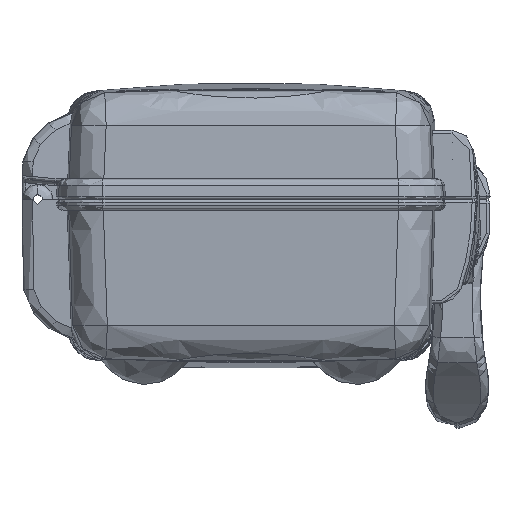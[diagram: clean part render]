
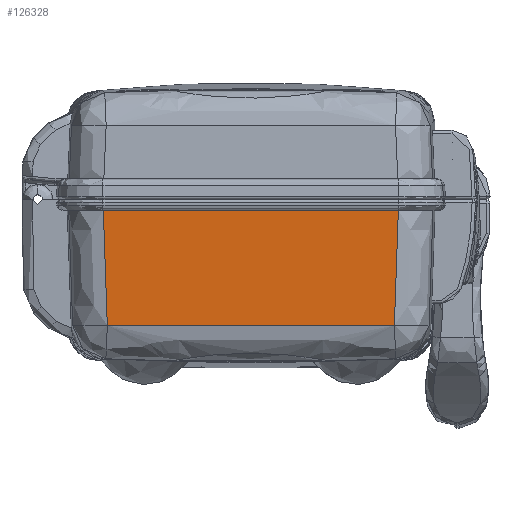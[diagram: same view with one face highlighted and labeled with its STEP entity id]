
A CAD part, left-side view. The second image highlights one B-rep face of the part: STEP entity #126328.
In plain terms, the highlighted planar face has unit normal (-0.999, 0, -0.035).
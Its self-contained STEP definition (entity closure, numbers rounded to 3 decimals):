
#2477 = LINE ( 'NONE', #104157, #33736 ) ;
#7030 = EDGE_CURVE ( 'NONE', #64706, #45470, #50797, .T. ) ;
#9710 = DIRECTION ( 'NONE',  ( -0.999, 0., -0.035 ) ) ;
#10844 = EDGE_CURVE ( 'NONE', #35852, #64706, #23725, .T. ) ;
#10998 = CARTESIAN_POINT ( 'NONE',  ( -210., -52.5, 0. ) ) ;
#18487 = DIRECTION ( 'NONE',  ( 0.035, -0.034, -0.999 ) ) ;
#23725 = B_SPLINE_CURVE_WITH_KNOTS ( 'NONE', 3,
 ( #126042, #126895, #47486, #65922 ),
 .UNSPECIFIED., .F., .F.,
 ( 4, 4 ),
 ( 0., 1. ),
 .UNSPECIFIED. ) ;
#24100 = VECTOR ( 'NONE', #113571, 1000. ) ;
#32779 = EDGE_CURVE ( 'NONE', #45470, #108811, #2477, .T. ) ;
#33736 = VECTOR ( 'NONE', #76429, 1000. ) ;
#35606 = ORIENTED_EDGE ( 'NONE', *, *, #32779, .T. ) ;
#35852 = VERTEX_POINT ( 'NONE', #36890 ) ;
#36890 = CARTESIAN_POINT ( 'NONE',  ( -208.734, 41.396, -36.24 ) ) ;
#37747 = CARTESIAN_POINT ( 'NONE',  ( -208.734, 41.396, -36.24 ) ) ;
#43368 = CARTESIAN_POINT ( 'NONE',  ( -209.895, -42.541, -3. ) ) ;
#45470 = VERTEX_POINT ( 'NONE', #73601 ) ;
#45727 = ORIENTED_EDGE ( 'NONE', *, *, #7030, .T. ) ;
#47486 = CARTESIAN_POINT ( 'NONE',  ( -208.695, -13.799, -37.384 ) ) ;
#48459 = CARTESIAN_POINT ( 'NONE',  ( -209.895, 42.541, -3. ) ) ;
#50797 = LINE ( 'NONE', #43368, #24100 ) ;
#57131 = ORIENTED_EDGE ( 'NONE', *, *, #10844, .T. ) ;
#64706 = VERTEX_POINT ( 'NONE', #85712 ) ;
#65922 = CARTESIAN_POINT ( 'NONE',  ( -208.734, -41.396, -36.24 ) ) ;
#73601 = CARTESIAN_POINT ( 'NONE',  ( -209.895, -42.541, -3. ) ) ;
#76429 = DIRECTION ( 'NONE',  ( 0., 1., 0. ) ) ;
#79845 = DIRECTION ( 'NONE',  ( -0.035, 0., 0.999 ) ) ;
#85712 = CARTESIAN_POINT ( 'NONE',  ( -208.734, -41.396, -36.24 ) ) ;
#88061 = EDGE_LOOP ( 'NONE', ( #57131, #45727, #35606, #116451 ) ) ;
#89929 = FACE_OUTER_BOUND ( 'NONE', #88061, .T. ) ;
#96764 = AXIS2_PLACEMENT_3D ( 'NONE', #10998, #9710, #79845 ) ;
#104157 = CARTESIAN_POINT ( 'NONE',  ( -209.895, -52.5, -3. ) ) ;
#108811 = VERTEX_POINT ( 'NONE', #48459 ) ;
#108865 = VECTOR ( 'NONE', #18487, 1000. ) ;
#110371 = LINE ( 'NONE', #37747, #108865 ) ;
#113571 = DIRECTION ( 'NONE',  ( -0.035, -0.034, 0.999 ) ) ;
#116451 = ORIENTED_EDGE ( 'NONE', *, *, #126187, .T. ) ;
#126042 = CARTESIAN_POINT ( 'NONE',  ( -208.734, 41.396, -36.24 ) ) ;
#126187 = EDGE_CURVE ( 'NONE', #108811, #35852, #110371, .T. ) ;
#126328 = ADVANCED_FACE ( 'NONE', ( #89929 ), #129836, .T. ) ;
#126895 = CARTESIAN_POINT ( 'NONE',  ( -208.695, 13.799, -37.384 ) ) ;
#129836 = PLANE ( 'NONE',  #96764 ) ;
